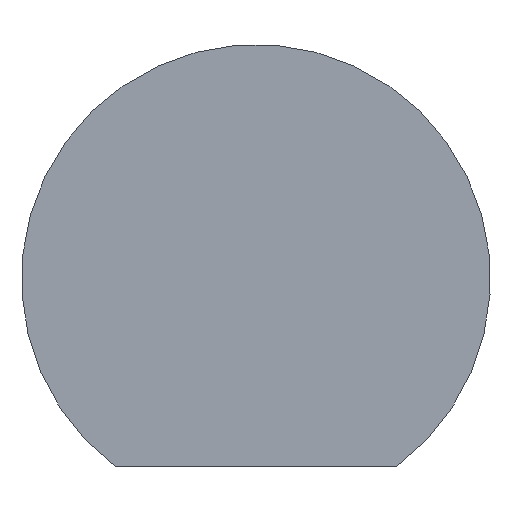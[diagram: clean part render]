
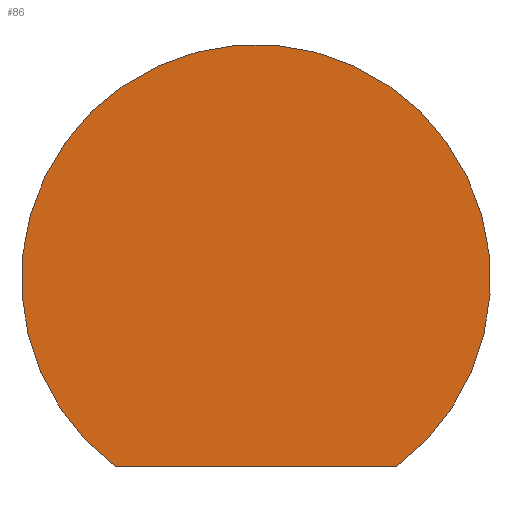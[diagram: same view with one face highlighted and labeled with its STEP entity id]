
A CAD part, front view. The second image highlights one B-rep face of the part: STEP entity #86.
In plain terms, the highlighted planar face has unit normal (0, -1, 0).
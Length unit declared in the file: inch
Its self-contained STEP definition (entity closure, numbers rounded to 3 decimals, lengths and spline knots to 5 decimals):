
#8 = CARTESIAN_POINT ( 'NONE',  ( 0.075, 0., -0.1 ) ) ;
#24 = VERTEX_POINT ( 'NONE', #8 ) ;
#27 = EDGE_CURVE ( 'NONE', #33, #24, #156, .T. ) ;
#28 = EDGE_LOOP ( 'NONE', ( #52, #48 ) ) ;
#32 = CARTESIAN_POINT ( 'NONE',  ( -0.075, 0., -0.1 ) ) ;
#33 = VERTEX_POINT ( 'NONE', #46 ) ;
#34 = CARTESIAN_POINT ( 'NONE',  ( 0., 0., 0. ) ) ;
#35 = DIRECTION ( 'NONE',  ( -1., 0., 0. ) ) ;
#46 = CARTESIAN_POINT ( 'NONE',  ( -0.075, 0., -0.1 ) ) ;
#47 = PLANE ( 'NONE',  #121 ) ;
#48 = ORIENTED_EDGE ( 'NONE', *, *, #105, .F. ) ;
#52 = ORIENTED_EDGE ( 'NONE', *, *, #27, .F. ) ;
#56 = DIRECTION ( 'NONE',  ( 0., 1., 0. ) ) ;
#69 = DIRECTION ( 'NONE',  ( 0., 1., 0. ) ) ;
#71 = DIRECTION ( 'NONE',  ( 0., 0., 1. ) ) ;
#78 = CARTESIAN_POINT ( 'NONE',  ( 0., 0., 0. ) ) ;
#79 = DIRECTION ( 'NONE',  ( 0., 0., 1. ) ) ;
#86 = ADVANCED_FACE ( 'NONE', ( #176 ), #47, .F. ) ;
#105 = EDGE_CURVE ( 'NONE', #24, #33, #163, .T. ) ;
#110 = VECTOR ( 'NONE', #35, 39.37008 ) ;
#117 = AXIS2_PLACEMENT_3D ( 'NONE', #78, #56, #71 ) ;
#121 = AXIS2_PLACEMENT_3D ( 'NONE', #34, #69, #79 ) ;
#156 = CIRCLE ( 'NONE', #117, 0.125 ) ;
#163 = LINE ( 'NONE', #32, #110 ) ;
#176 = FACE_OUTER_BOUND ( 'NONE', #28, .T. ) ;
